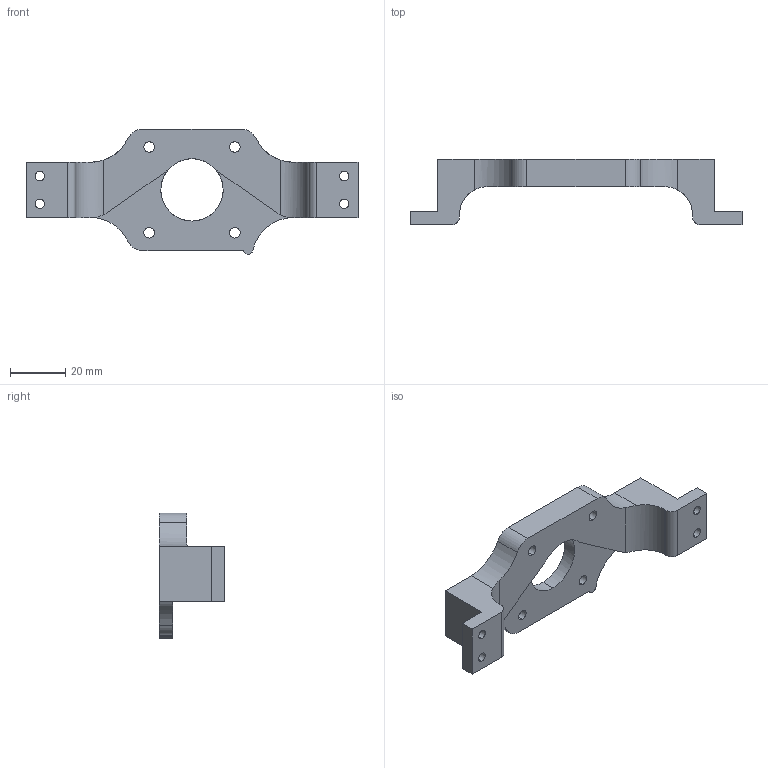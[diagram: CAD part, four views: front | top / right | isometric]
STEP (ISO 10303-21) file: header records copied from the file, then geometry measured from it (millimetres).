
FILE_DESCRIPTION (( 'STEP AP203' ), '1' );
FILE_NAME ('14_RAmotor_mount_NEMA_down.step', '2021-01-10T11:55:28', ( '' ), ( '' ), 'SwSTEP 2.0', 'SolidWorks 2020', '' );
FILE_SCHEMA (( 'CONFIG_CONTROL_DESIGN' ));
Length unit declared in the file: millimetre
Products named in the file (1): 14_RAmotor_mount_NEMA_down
Bounding box: 120 x 23.8 x 45.54 mm (x, y, z)
Volume: 29981.1 mm3; surface area: 11434.2 mm2
Topology: 1 solids, 1 shells, 62 faces, 183 edges, 122 vertices
Faces by surface type: cylinder 37, plane 25
Entity records: 2236 total; most frequent: CARTESIAN_POINT 396, DIRECTION 381, ORIENTED_EDGE 366, EDGE_CURVE 183, AXIS2_PLACEMENT_3D 139, VERTEX_POINT 122, VECTOR 103, LINE 103
